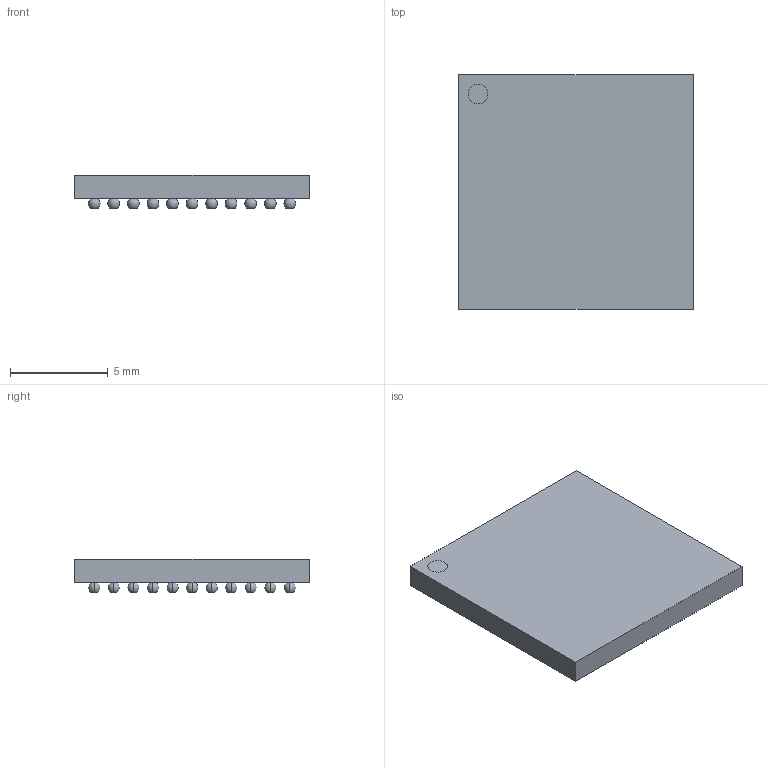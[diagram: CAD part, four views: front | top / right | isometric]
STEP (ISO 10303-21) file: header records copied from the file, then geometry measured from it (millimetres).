
FILE_DESCRIPTION((''),'2;1');
FILE_NAME('BGA74C100P11X11_1200X1200X170.stp','2013-01-15T16:56:04',(''),(''),'Mechanical Desktop 2011','Mechanical Desktop 2011',', , ');
FILE_SCHEMA(('AUTOMOTIVE_DESIGN { 1 2 10303 214 1 1 1 1 }'));
Length unit declared in the file: millimetre
Products named in the file (1): Product
Bounding box: 12 x 12 x 1.7 mm (x, y, z)
Volume: 180.8 mm3; surface area: 430 mm2
Topology: 76 solids, 76 shells, 309 faces, 616 edges, 460 vertices
Faces by surface type: plane 157, sphere 148, cylinder 4
Entity records: 8598 total; most frequent: DIRECTION 1836, CARTESIAN_POINT 1386, ORIENTED_EDGE 1232, AXIS2_PLACEMENT_3D 910, EDGE_CURVE 616, CIRCLE 600, VERTEX_POINT 460, EDGE_LOOP 310
